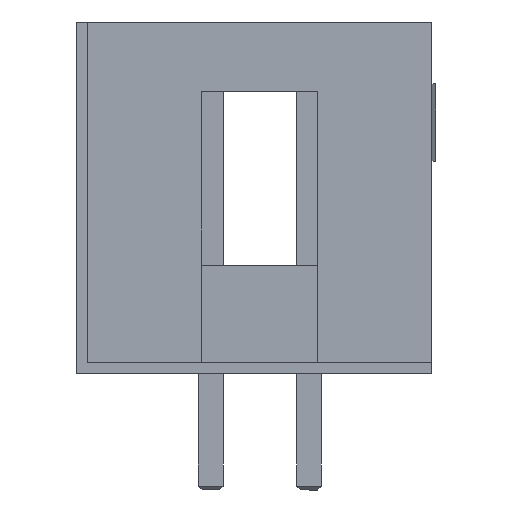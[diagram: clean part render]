
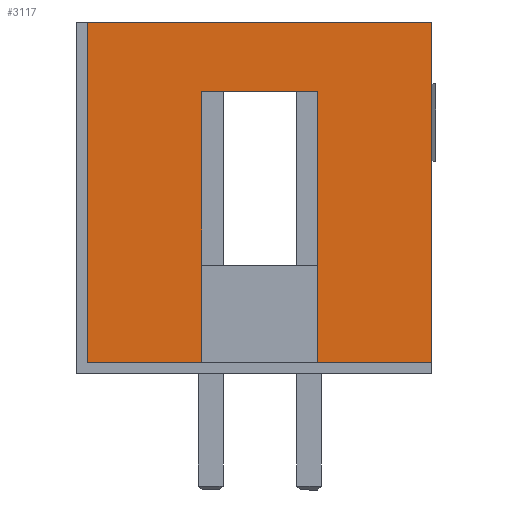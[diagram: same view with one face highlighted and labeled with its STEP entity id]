
A CAD part, left-side view. The second image highlights one B-rep face of the part: STEP entity #3117.
In plain terms, the highlighted planar face has unit normal (-1, 0, 0).
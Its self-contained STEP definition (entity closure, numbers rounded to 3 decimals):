
#117 = VERTEX_POINT ( 'NONE', #1646 ) ;
#144 = VERTEX_POINT ( 'NONE', #1660 ) ;
#151 = VERTEX_POINT ( 'NONE', #1667 ) ;
#153 = VERTEX_POINT ( 'NONE', #1669 ) ;
#174 = VERTEX_POINT ( 'NONE', #1675 ) ;
#177 = VERTEX_POINT ( 'NONE', #1678 ) ;
#259 = VERTEX_POINT ( 'NONE', #1746 ) ;
#260 = VERTEX_POINT ( 'NONE', #1747 ) ;
#1415 = ORIENTED_EDGE ( 'NONE', *, *, #6700, .F. ) ;
#1418 = ORIENTED_EDGE ( 'NONE', *, *, #3246, .T. ) ;
#1421 = ORIENTED_EDGE ( 'NONE', *, *, #6451, .T. ) ;
#1422 = ORIENTED_EDGE ( 'NONE', *, *, #3249, .T. ) ;
#1423 = ORIENTED_EDGE ( 'NONE', *, *, #3244, .F. ) ;
#1424 = ORIENTED_EDGE ( 'NONE', *, *, #3370, .F. ) ;
#1425 = ORIENTED_EDGE ( 'NONE', *, *, #3395, .F. ) ;
#1426 = ORIENTED_EDGE ( 'NONE', *, *, #3243, .F. ) ;
#1551 = EDGE_LOOP ( 'NONE', ( #1418, #1424, #1415, #1422, #1421, #1425, #1423, #1426 ) ) ;
#1646 = CARTESIAN_POINT ( 'NONE',  ( -5.17, -0.23, 0.3 ) ) ;
#1660 = CARTESIAN_POINT ( 'NONE',  ( -5.17, 2.77, 0.3 ) ) ;
#1667 = CARTESIAN_POINT ( 'NONE',  ( -5.17, 5.72, 0.3 ) ) ;
#1669 = CARTESIAN_POINT ( 'NONE',  ( -5.17, 5.72, 9.1 ) ) ;
#1675 = CARTESIAN_POINT ( 'NONE',  ( -5.17, -3.18, 9.1 ) ) ;
#1678 = CARTESIAN_POINT ( 'NONE',  ( -5.17, -3.18, 0.3 ) ) ;
#1746 = CARTESIAN_POINT ( 'NONE',  ( -5.17, -0.23, 7.3 ) ) ;
#1747 = CARTESIAN_POINT ( 'NONE',  ( -5.17, 2.77, 7.3 ) ) ;
#2086 = PLANE ( 'NONE',  #10233 ) ;
#2087 = CARTESIAN_POINT ( 'NONE',  ( -5.17, -3.18, 9.1 ) ) ;
#2088 = DIRECTION ( 'NONE',  ( -1., 0., 0. ) ) ;
#2089 = DIRECTION ( 'NONE',  ( 0., -1., 0. ) ) ;
#2498 = LINE ( 'NONE', #2499, #7297 ) ;
#2499 = CARTESIAN_POINT ( 'NONE',  ( -5.17, 0., 7.3 ) ) ;
#2500 = DIRECTION ( 'NONE',  ( 0., 1., 0. ) ) ;
#2501 = LINE ( 'NONE', #2502, #7298 ) ;
#2502 = CARTESIAN_POINT ( 'NONE',  ( -5.17, 2.77, 7.3 ) ) ;
#2503 = DIRECTION ( 'NONE',  ( 0., 0., -1. ) ) ;
#2504 = LINE ( 'NONE', #2505, #7258 ) ;
#2505 = CARTESIAN_POINT ( 'NONE',  ( -5.17, -0.23, 7.3 ) ) ;
#2506 = DIRECTION ( 'NONE',  ( 0., 0., -1. ) ) ;
#2510 = LINE ( 'NONE', #2511, #7261 ) ;
#2511 = CARTESIAN_POINT ( 'NONE',  ( -5.17, -3.18, 9.1 ) ) ;
#2512 = DIRECTION ( 'NONE',  ( 0., 1., 0. ) ) ;
#3117 = ADVANCED_FACE ( 'NONE', ( #10188 ), #2086, .T. ) ;
#3243 = EDGE_CURVE ( 'NONE', #259, #260, #2498, .T. ) ;
#3244 = EDGE_CURVE ( 'NONE', #260, #144, #2501, .T. ) ;
#3246 = EDGE_CURVE ( 'NONE', #259, #117, #2504, .T. ) ;
#3249 = EDGE_CURVE ( 'NONE', #174, #153, #2510, .T. ) ;
#3370 = EDGE_CURVE ( 'NONE', #177, #117, #3802, .T. ) ;
#3395 = EDGE_CURVE ( 'NONE', #144, #151, #3847, .T. ) ;
#3802 = LINE ( 'NONE', #3803, #10389 ) ;
#3803 = CARTESIAN_POINT ( 'NONE',  ( -5.17, -3.18, 0.3 ) ) ;
#3805 = DIRECTION ( 'NONE',  ( 0., 1., 0. ) ) ;
#3847 = LINE ( 'NONE', #3848, #6501 ) ;
#3848 = CARTESIAN_POINT ( 'NONE',  ( -5.17, -3.18, 0.3 ) ) ;
#3849 = DIRECTION ( 'NONE',  ( 0., 1., 0. ) ) ;
#5631 = LINE ( 'NONE', #5632, #5737 ) ;
#5632 = CARTESIAN_POINT ( 'NONE',  ( -5.17, 5.72, 9.1 ) ) ;
#5633 = DIRECTION ( 'NONE',  ( 0., 0., -1. ) ) ;
#5737 = VECTOR ( 'NONE', #5633, 1000. ) ;
#6024 = LINE ( 'NONE', #6025, #6139 ) ;
#6025 = CARTESIAN_POINT ( 'NONE',  ( -5.17, -3.18, 9.1 ) ) ;
#6026 = DIRECTION ( 'NONE',  ( 0., 0., -1. ) ) ;
#6139 = VECTOR ( 'NONE', #6026, 1000. ) ;
#6451 = EDGE_CURVE ( 'NONE', #153, #151, #5631, .T. ) ;
#6501 = VECTOR ( 'NONE', #3849, 1000. ) ;
#6700 = EDGE_CURVE ( 'NONE', #174, #177, #6024, .T. ) ;
#7258 = VECTOR ( 'NONE', #2506, 1000. ) ;
#7261 = VECTOR ( 'NONE', #2512, 1000. ) ;
#7297 = VECTOR ( 'NONE', #2500, 1000. ) ;
#7298 = VECTOR ( 'NONE', #2503, 1000. ) ;
#10188 = FACE_OUTER_BOUND ( 'NONE', #1551, .T. ) ;
#10233 = AXIS2_PLACEMENT_3D ( 'NONE', #2087, #2088, #2089 ) ;
#10389 = VECTOR ( 'NONE', #3805, 1000. ) ;
